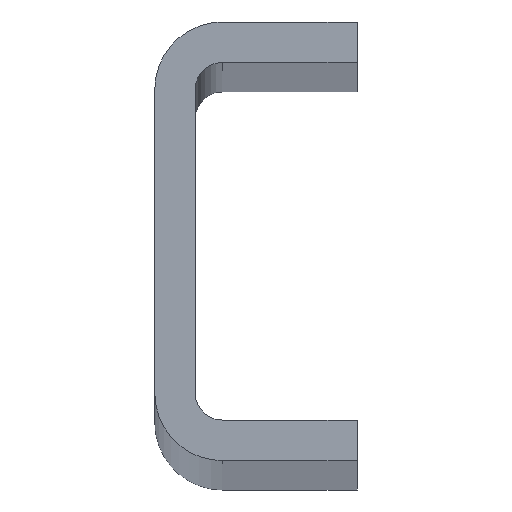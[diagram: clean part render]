
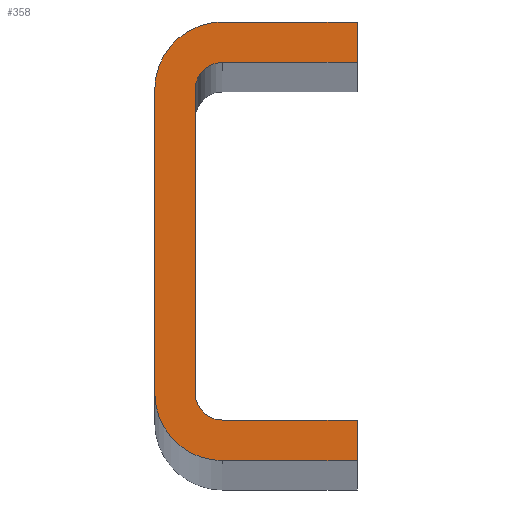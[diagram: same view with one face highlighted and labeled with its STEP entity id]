
A CAD part, top view. The second image highlights one B-rep face of the part: STEP entity #358.
In plain terms, the highlighted planar face has unit normal (0, 0, 1).
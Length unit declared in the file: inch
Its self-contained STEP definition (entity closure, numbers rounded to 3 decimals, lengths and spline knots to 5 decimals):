
#8 = ORIENTED_EDGE ( 'NONE', *, *, #170, .T. ) ;
#19 = CARTESIAN_POINT ( 'NONE',  ( -0.23622, 0.88583, 0. ) ) ;
#25 = VERTEX_POINT ( 'NONE', #481 ) ;
#34 = ORIENTED_EDGE ( 'NONE', *, *, #419, .T. ) ;
#41 = CARTESIAN_POINT ( 'NONE',  ( 0.15748, -0.88583, 0. ) ) ;
#47 = VERTEX_POINT ( 'NONE', #642 ) ;
#50 = VECTOR ( 'NONE', #271, 39.37008 ) ;
#51 = ORIENTED_EDGE ( 'NONE', *, *, #242, .T. ) ;
#58 = ORIENTED_EDGE ( 'NONE', *, *, #670, .T. ) ;
#62 = VERTEX_POINT ( 'NONE', #144 ) ;
#69 = DIRECTION ( 'NONE',  ( 0., 1., 0. ) ) ;
#78 = CARTESIAN_POINT ( 'NONE',  ( 0.94488, 1.04331, 0. ) ) ;
#84 = CARTESIAN_POINT ( 'NONE',  ( 0.15748, -1.27953, 0. ) ) ;
#97 = DIRECTION ( 'NONE',  ( 0., 0., 1. ) ) ;
#100 = EDGE_CURVE ( 'NONE', #268, #155, #571, .T. ) ;
#106 = CARTESIAN_POINT ( 'NONE',  ( 0.15748, 0.88583, 0. ) ) ;
#111 = ORIENTED_EDGE ( 'NONE', *, *, #335, .T. ) ;
#117 = AXIS2_PLACEMENT_3D ( 'NONE', #168, #164, #232 ) ;
#119 = DIRECTION ( 'NONE',  ( 0., 1., 0. ) ) ;
#139 = VECTOR ( 'NONE', #487, 39.37008 ) ;
#142 = CARTESIAN_POINT ( 'NONE',  ( 0.15748, -1.27953, 0. ) ) ;
#143 = DIRECTION ( 'NONE',  ( 1., 0., 0. ) ) ;
#144 = CARTESIAN_POINT ( 'NONE',  ( 0.15748, 1.04331, 0. ) ) ;
#146 = CARTESIAN_POINT ( 'NONE',  ( 0.15748, 0.88583, 0. ) ) ;
#147 = LINE ( 'NONE', #84, #357 ) ;
#154 = CIRCLE ( 'NONE', #711, 0.3937 ) ;
#155 = VERTEX_POINT ( 'NONE', #683 ) ;
#164 = DIRECTION ( 'NONE',  ( 0., 0., 1. ) ) ;
#168 = CARTESIAN_POINT ( 'NONE',  ( 0.15748, 0.88583, 0. ) ) ;
#169 = VERTEX_POINT ( 'NONE', #19 ) ;
#170 = EDGE_CURVE ( 'NONE', #599, #311, #184, .T. ) ;
#172 = DIRECTION ( 'NONE',  ( -1., 0., 0. ) ) ;
#179 = CIRCLE ( 'NONE', #580, 0.15748 ) ;
#184 = LINE ( 'NONE', #410, #306 ) ;
#186 = LINE ( 'NONE', #78, #50 ) ;
#205 = CARTESIAN_POINT ( 'NONE',  ( 0.15748, 1.27953, 0. ) ) ;
#213 = VECTOR ( 'NONE', #69, 39.37008 ) ;
#220 = ORIENTED_EDGE ( 'NONE', *, *, #100, .T. ) ;
#230 = EDGE_CURVE ( 'NONE', #169, #425, #701, .T. ) ;
#232 = DIRECTION ( 'NONE',  ( -1., 0., 0. ) ) ;
#242 = EDGE_CURVE ( 'NONE', #459, #25, #147, .T. ) ;
#251 = DIRECTION ( 'NONE',  ( 0., 0., -1. ) ) ;
#263 = EDGE_CURVE ( 'NONE', #425, #459, #154, .T. ) ;
#267 = DIRECTION ( 'NONE',  ( 0., 0., -1. ) ) ;
#268 = VERTEX_POINT ( 'NONE', #542 ) ;
#271 = DIRECTION ( 'NONE',  ( 1., 0., 0. ) ) ;
#278 = EDGE_CURVE ( 'NONE', #379, #599, #179, .T. ) ;
#280 = EDGE_LOOP ( 'NONE', ( #220, #34, #58, #567, #619, #51, #422, #111, #635, #8, #506, #394 ) ) ;
#303 = CARTESIAN_POINT ( 'NONE',  ( 0.94488, 1.27953, 0. ) ) ;
#306 = VECTOR ( 'NONE', #627, 39.37008 ) ;
#311 = VERTEX_POINT ( 'NONE', #441 ) ;
#327 = DIRECTION ( 'NONE',  ( 1., 0., 0. ) ) ;
#335 = EDGE_CURVE ( 'NONE', #47, #379, #652, .T. ) ;
#337 = PLANE ( 'NONE',  #514 ) ;
#341 = FACE_OUTER_BOUND ( 'NONE', #280, .T. ) ;
#357 = VECTOR ( 'NONE', #645, 39.37008 ) ;
#358 = ADVANCED_FACE ( 'NONE', ( #341 ), #337, .F. ) ;
#373 = LINE ( 'NONE', #205, #139 ) ;
#379 = VERTEX_POINT ( 'NONE', #457 ) ;
#380 = CIRCLE ( 'NONE', #117, 0.3937 ) ;
#383 = VECTOR ( 'NONE', #537, 39.37008 ) ;
#385 = CARTESIAN_POINT ( 'NONE',  ( 0.94488, -1.04331, 0. ) ) ;
#394 = ORIENTED_EDGE ( 'NONE', *, *, #411, .T. ) ;
#410 = CARTESIAN_POINT ( 'NONE',  ( 0., 0.88583, 0. ) ) ;
#411 = EDGE_CURVE ( 'NONE', #62, #268, #186, .T. ) ;
#419 = EDGE_CURVE ( 'NONE', #155, #657, #373, .T. ) ;
#422 = ORIENTED_EDGE ( 'NONE', *, *, #646, .T. ) ;
#425 = VERTEX_POINT ( 'NONE', #536 ) ;
#427 = VECTOR ( 'NONE', #593, 39.37008 ) ;
#441 = CARTESIAN_POINT ( 'NONE',  ( 0., 0.88583, 0. ) ) ;
#450 = AXIS2_PLACEMENT_3D ( 'NONE', #146, #251, #590 ) ;
#457 = CARTESIAN_POINT ( 'NONE',  ( 0.15748, -1.04331, 0. ) ) ;
#459 = VERTEX_POINT ( 'NONE', #142 ) ;
#481 = CARTESIAN_POINT ( 'NONE',  ( 0.94488, -1.27953, 0. ) ) ;
#487 = DIRECTION ( 'NONE',  ( -1., 0., 0. ) ) ;
#498 = CARTESIAN_POINT ( 'NONE',  ( 0.94488, -1.27953, 0. ) ) ;
#506 = ORIENTED_EDGE ( 'NONE', *, *, #612, .T. ) ;
#514 = AXIS2_PLACEMENT_3D ( 'NONE', #106, #667, #172 ) ;
#536 = CARTESIAN_POINT ( 'NONE',  ( -0.23622, -0.88583, 0. ) ) ;
#537 = DIRECTION ( 'NONE',  ( 0., -1., 0. ) ) ;
#542 = CARTESIAN_POINT ( 'NONE',  ( 0.94488, 1.04331, 0. ) ) ;
#547 = CIRCLE ( 'NONE', #450, 0.15748 ) ;
#563 = CARTESIAN_POINT ( 'NONE',  ( 0.15748, 1.27953, 0. ) ) ;
#567 = ORIENTED_EDGE ( 'NONE', *, *, #230, .T. ) ;
#571 = LINE ( 'NONE', #303, #213 ) ;
#580 = AXIS2_PLACEMENT_3D ( 'NONE', #41, #267, #143 ) ;
#590 = DIRECTION ( 'NONE',  ( -1., 0., 0. ) ) ;
#593 = DIRECTION ( 'NONE',  ( -1., 0., 0. ) ) ;
#598 = CARTESIAN_POINT ( 'NONE',  ( 0.15748, -0.88583, 0. ) ) ;
#599 = VERTEX_POINT ( 'NONE', #656 ) ;
#612 = EDGE_CURVE ( 'NONE', #311, #62, #547, .T. ) ;
#619 = ORIENTED_EDGE ( 'NONE', *, *, #263, .T. ) ;
#627 = DIRECTION ( 'NONE',  ( 0., 1., 0. ) ) ;
#635 = ORIENTED_EDGE ( 'NONE', *, *, #278, .T. ) ;
#642 = CARTESIAN_POINT ( 'NONE',  ( 0.94488, -1.04331, 0. ) ) ;
#645 = DIRECTION ( 'NONE',  ( 1., 0., 0. ) ) ;
#646 = EDGE_CURVE ( 'NONE', #25, #47, #714, .T. ) ;
#652 = LINE ( 'NONE', #385, #427 ) ;
#656 = CARTESIAN_POINT ( 'NONE',  ( 0., -0.88583, 0. ) ) ;
#657 = VERTEX_POINT ( 'NONE', #563 ) ;
#667 = DIRECTION ( 'NONE',  ( 0., 0., -1. ) ) ;
#670 = EDGE_CURVE ( 'NONE', #657, #169, #380, .T. ) ;
#683 = CARTESIAN_POINT ( 'NONE',  ( 0.94488, 1.27953, 0. ) ) ;
#686 = VECTOR ( 'NONE', #119, 39.37008 ) ;
#701 = LINE ( 'NONE', #705, #383 ) ;
#705 = CARTESIAN_POINT ( 'NONE',  ( -0.23622, -0.88583, 0. ) ) ;
#711 = AXIS2_PLACEMENT_3D ( 'NONE', #598, #97, #327 ) ;
#714 = LINE ( 'NONE', #498, #686 ) ;
